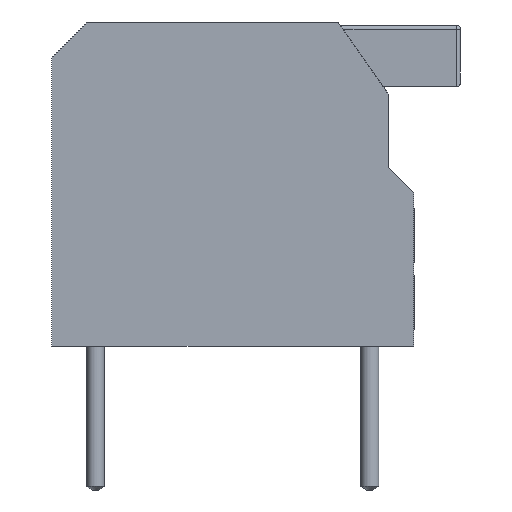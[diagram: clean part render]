
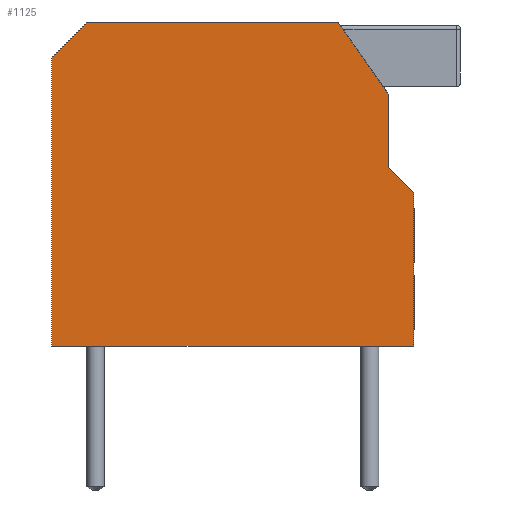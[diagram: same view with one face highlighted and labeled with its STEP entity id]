
A CAD part, left-side view. The second image highlights one B-rep face of the part: STEP entity #1125.
In plain terms, the highlighted planar face has unit normal (-1, 0, 0).
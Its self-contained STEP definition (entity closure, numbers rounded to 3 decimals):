
#679 = VERTEX_POINT('',#680);
#680 = CARTESIAN_POINT('',(-3.,-5.025,4.35));
#686 = EDGE_CURVE('',#679,#687,#689,.T.);
#687 = VERTEX_POINT('',#688);
#688 = CARTESIAN_POINT('',(-3.,-5.025,0.1));
#689 = LINE('',#690,#691);
#690 = CARTESIAN_POINT('',(-3.,-5.025,9.1));
#691 = VECTOR('',#692,1.);
#692 = DIRECTION('',(0.,0.,-1.));
#978 = EDGE_CURVE('',#979,#687,#981,.T.);
#979 = VERTEX_POINT('',#980);
#980 = CARTESIAN_POINT('',(-3.,5.025,0.1));
#981 = LINE('',#982,#983);
#982 = CARTESIAN_POINT('',(-3.,5.025,0.1));
#983 = VECTOR('',#984,1.);
#984 = DIRECTION('',(0.,-1.,0.));
#1090 = VERTEX_POINT('',#1091);
#1091 = CARTESIAN_POINT('',(-3.,-4.325,5.05));
#1108 = VERTEX_POINT('',#1109);
#1109 = CARTESIAN_POINT('',(-3.,-4.325,7.1));
#1115 = EDGE_CURVE('',#1090,#1108,#1116,.T.);
#1116 = LINE('',#1117,#1118);
#1117 = CARTESIAN_POINT('',(-3.,-4.325,5.1));
#1118 = VECTOR('',#1119,1.);
#1119 = DIRECTION('',(0.,0.,1.));
#1125 = ADVANCED_FACE('',(#1126),#1167,.F.);
#1126 = FACE_BOUND('',#1127,.T.);
#1127 = EDGE_LOOP('',(#1128,#1129,#1137,#1145,#1153,#1159,#1160,#1161));
#1128 = ORIENTED_EDGE('',*,*,#1115,.T.);
#1129 = ORIENTED_EDGE('',*,*,#1130,.T.);
#1130 = EDGE_CURVE('',#1108,#1131,#1133,.T.);
#1131 = VERTEX_POINT('',#1132);
#1132 = CARTESIAN_POINT('',(-3.,-2.925,9.1));
#1133 = LINE('',#1134,#1135);
#1134 = CARTESIAN_POINT('',(-3.,-2.925,9.1));
#1135 = VECTOR('',#1136,1.);
#1136 = DIRECTION('',(0.,0.574,0.819
    ));
#1137 = ORIENTED_EDGE('',*,*,#1138,.F.);
#1138 = EDGE_CURVE('',#1139,#1131,#1141,.T.);
#1139 = VERTEX_POINT('',#1140);
#1140 = CARTESIAN_POINT('',(-3.,4.025,9.1));
#1141 = LINE('',#1142,#1143);
#1142 = CARTESIAN_POINT('',(-3.,5.025,9.1));
#1143 = VECTOR('',#1144,1.);
#1144 = DIRECTION('',(0.,-1.,0.));
#1145 = ORIENTED_EDGE('',*,*,#1146,.T.);
#1146 = EDGE_CURVE('',#1139,#1147,#1149,.T.);
#1147 = VERTEX_POINT('',#1148);
#1148 = CARTESIAN_POINT('',(-3.,5.025,8.1));
#1149 = LINE('',#1150,#1151);
#1150 = CARTESIAN_POINT('',(-3.,4.025,9.1));
#1151 = VECTOR('',#1152,1.);
#1152 = DIRECTION('',(0.,0.707,
    -0.707));
#1153 = ORIENTED_EDGE('',*,*,#1154,.T.);
#1154 = EDGE_CURVE('',#1147,#979,#1155,.T.);
#1155 = LINE('',#1156,#1157);
#1156 = CARTESIAN_POINT('',(-3.,5.025,9.1));
#1157 = VECTOR('',#1158,1.);
#1158 = DIRECTION('',(0.,0.,-1.));
#1159 = ORIENTED_EDGE('',*,*,#978,.T.);
#1160 = ORIENTED_EDGE('',*,*,#686,.F.);
#1161 = ORIENTED_EDGE('',*,*,#1162,.T.);
#1162 = EDGE_CURVE('',#679,#1090,#1163,.T.);
#1163 = LINE('',#1164,#1165);
#1164 = CARTESIAN_POINT('',(-3.,-4.275,5.1));
#1165 = VECTOR('',#1166,1.);
#1166 = DIRECTION('',(0.,0.707,0.707
    ));
#1167 = PLANE('',#1168);
#1168 = AXIS2_PLACEMENT_3D('',#1169,#1170,#1171);
#1169 = CARTESIAN_POINT('',(-3.,5.025,9.1));
#1170 = DIRECTION('',(1.,0.,0.));
#1171 = DIRECTION('',(0.,1.,0.));
